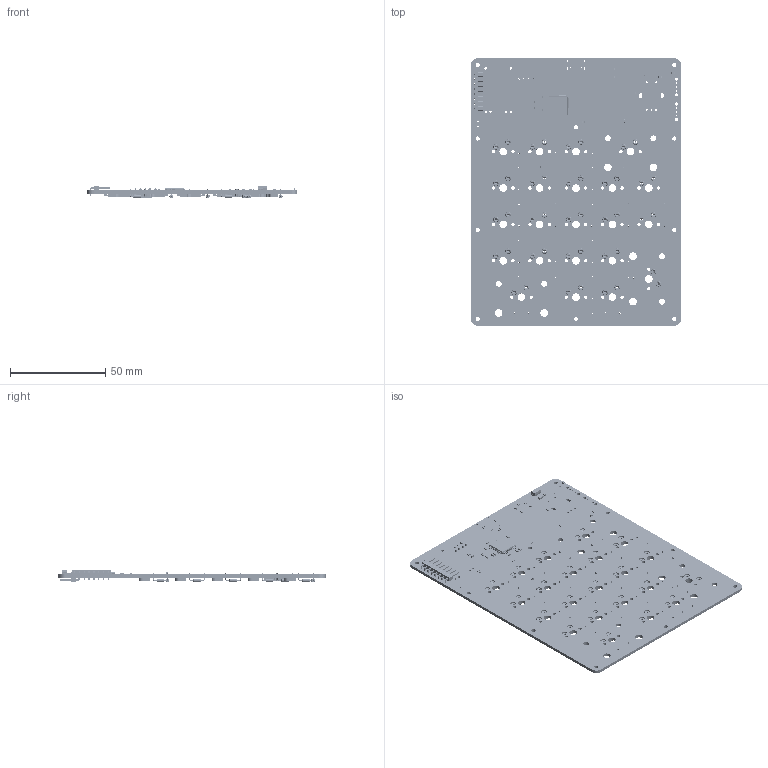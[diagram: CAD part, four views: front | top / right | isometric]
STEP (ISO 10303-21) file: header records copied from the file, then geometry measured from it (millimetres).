
FILE_DESCRIPTION(('KiCad electronic assembly'),'2;1');
FILE_NAME('Keypaad_Calculator_REV_3_1.step','2024-11-03T13:44:52',( 'Pcbnew'),('Kicad'),'Open CASCADE STEP processor 7.8', 'KiCad to STEP converter','Unknown');
FILE_SCHEMA(('AUTOMOTIVE_DESIGN { 1 0 10303 214 1 1 1 1 }'));
Length unit declared in the file: millimetre
Products named in the file (22): Keypaad_Calculator_REV_3_1 1; C_0603_1608Metric; R_0603_1608Metric; PinHeader_1x08_P2.54mm_Horizontal; PinHeader_1x08_P254mm_Horizontal; SOT-23; SOT_23; LED_0603_1608Metric; D_SMA; LQFP-64_10x10mm_P0.5mm; LQFP_64_10x10mm_P05mm; HS_CPG151101S11_MX; Kailh Hotswap v2; D_DO-35_SOD27_P7.62mm_Horizontal; PinHeader_1x04_P2.54mm_Horizontal; PinHeader_1x04_P254mm_Horizontal; _autosave-Keypaad_Calculator_REV_3_1_PCB
Assembly tree (97 placements, depth 3):
  Keypaad_Calculator_REV_3_1 1
    C_0603_1608Metric  x19
      C_0603_1608Metric
    R_0603_1608Metric  x16
      R_0603_1608Metric
    PinHeader_1x08_P2.54mm_Horizontal
      PinHeader_1x08_P254mm_Horizontal
    SOT-23
      SOT_23
    LED_0603_1608Metric  x2
      LED_0603_1608Metric
    D_SMA
      D_SMA
    LQFP-64_10x10mm_P0.5mm
      LQFP_64_10x10mm_P05mm
    HS_CPG151101S11_MX  x22
      Kailh Hotswap v2
    D_DO-35_SOD27_P7.62mm_Horizontal  x22
      D_DO-35_SOD27_P7.62mm_Horizontal
    PinHeader_1x04_P2.54mm_Horizontal
      PinHeader_1x04_P254mm_Horizontal
    _autosave-Keypaad_Calculator_REV_3_1_PCB
Bounding box: 110 x 140 x 6.78 mm (x, y, z)
Volume: 25969.1 mm3; surface area: 41036.6 mm2
Topology: 153 solids, 153 shells, 12674 faces, 31420 edges, 19448 vertices
Faces by surface type: plane 7625, cylinder 3112, bspline 1409, torus 308, cone 220
Full cylindrical faces by diameter (mm): 0.2 x4, 0.5 x67, 0.65 x2, 0.8 x50, 0.85 x2, 1 x17, 1.2 x4, 1.4 x2, 1.655 x4, 1.75 x44, 2 x44, 2.02 x22, 2.2 x10, 2.9 x44, 3 x44, 3.048 x6, 3.988 x28
Entity records: 84905 total; most frequent: CARTESIAN_POINT 16501, ORIENTED_EDGE 11868, DIRECTION 11331, EDGE_CURVE 5934, LINE 4401, VECTOR 4401, VERTEX_POINT 3747, AXIS2_PLACEMENT_3D 3465
